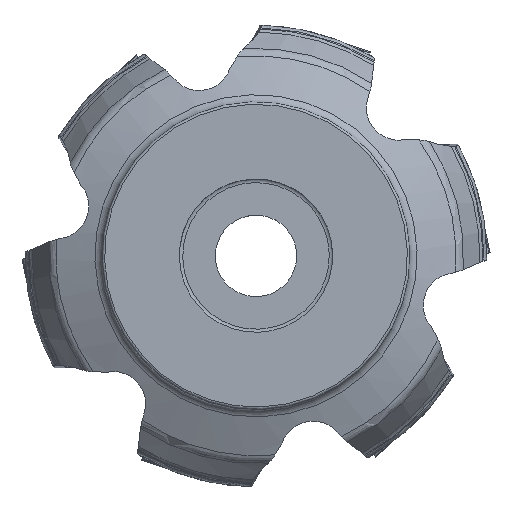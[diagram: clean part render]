
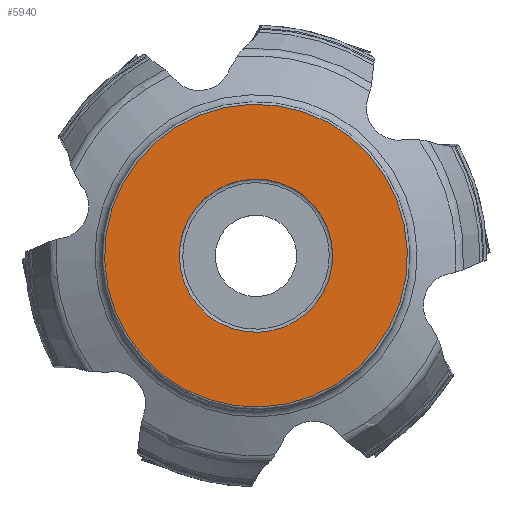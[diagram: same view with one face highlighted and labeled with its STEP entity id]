
A CAD part, top view. The second image highlights one B-rep face of the part: STEP entity #5940.
In plain terms, the highlighted planar face has unit normal (0, 0, 1).
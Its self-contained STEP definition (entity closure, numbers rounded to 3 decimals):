
#2003=FACE_BOUND('',#11707,.T.);
#2004=FACE_BOUND('',#11708,.T.);
#5940=ADVANCED_FACE('CU_BACK_F001',(#2003,#2004),#6507,.F.);
#6507=PLANE('',#47190);
#11707=EDGE_LOOP('',(#27911));
#11708=EDGE_LOOP('',(#27912));
#13866=CIRCLE('',#43492,12.705);
#15478=CIRCLE('',#47188,25.1);
#27911=ORIENTED_EDGE('',*,*,#33575,.F.);
#27912=ORIENTED_EDGE('',*,*,#38438,.T.);
#29245=VERTEX_POINT('',#66600);
#32097=VERTEX_POINT('',#96301);
#33575=EDGE_CURVE('',#29245,#29245,#13866,.T.);
#38438=EDGE_CURVE('',#32097,#32097,#15478,.T.);
#43492=AXIS2_PLACEMENT_3D('',#66599,#49507,#49508);
#47188=AXIS2_PLACEMENT_3D('',#96300,#58439,#58440);
#47190=AXIS2_PLACEMENT_3D('',#96303,#58443,#58444);
#49507=DIRECTION('',(0.,0.,1.));
#49508=DIRECTION('',(0.978,0.208,0.));
#58439=DIRECTION('',(0.,0.,1.));
#58440=DIRECTION('',(0.978,0.208,0.));
#58443=DIRECTION('',(0.,0.,-1.));
#58444=DIRECTION('',(-0.978,-0.208,0.));
#66599=CARTESIAN_POINT('',(0.,0.,
0.));
#66600=CARTESIAN_POINT('',(12.428,2.642,0.));
#96300=CARTESIAN_POINT('',(0.,0.,
0.));
#96301=CARTESIAN_POINT('',(24.552,5.219,0.));
#96303=CARTESIAN_POINT('',(-24.5,0.,0.));
